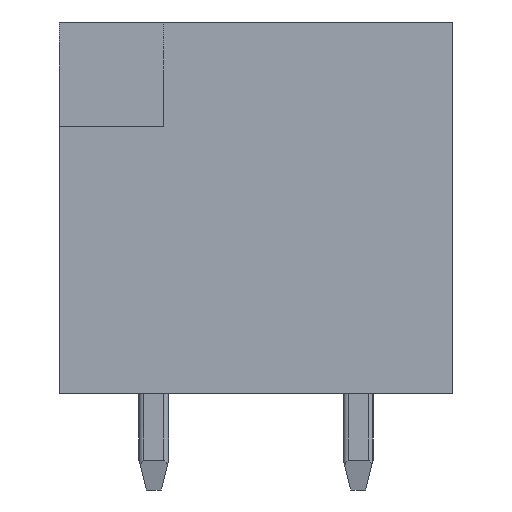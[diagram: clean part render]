
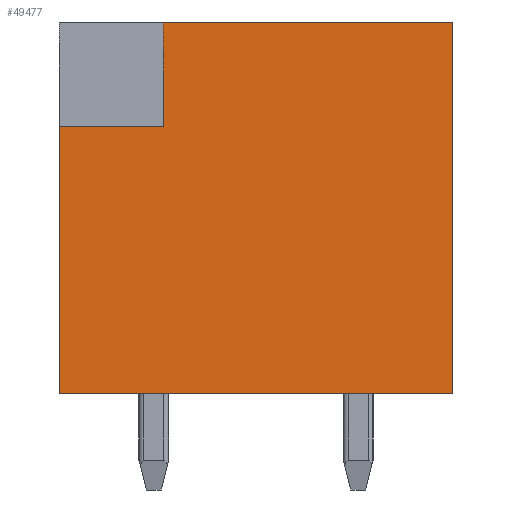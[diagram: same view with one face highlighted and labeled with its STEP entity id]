
A CAD part, left-side view. The second image highlights one B-rep face of the part: STEP entity #49477.
In plain terms, the highlighted planar face has unit normal (-1, 0, 0).
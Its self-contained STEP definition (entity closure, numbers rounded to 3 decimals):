
#9=DIRECTION('',(0.,1.,0.));
#10=VECTOR('',#9,10.6);
#11=CARTESIAN_POINT('',(-63.4,-5.3,-6.3));
#12=LINE('',#11,#10);
#2822=DIRECTION('',(0.,1.,0.));
#2823=VECTOR('',#2822,7.8);
#2824=CARTESIAN_POINT('',(-63.4,-5.3,3.7));
#2825=LINE('',#2824,#2823);
#19466=DIRECTION('',(0.,-1.,0.));
#19467=VECTOR('',#19466,2.8);
#19468=CARTESIAN_POINT('',(-63.4,5.3,0.9));
#19469=LINE('',#19468,#19467);
#19470=DIRECTION('',(0.,0.,-1.));
#19471=VECTOR('',#19470,2.8);
#19472=CARTESIAN_POINT('',(-63.4,2.5,3.7));
#19473=LINE('',#19472,#19471);
#19474=DIRECTION('',(0.,0.,-1.));
#19475=VECTOR('',#19474,10.);
#19476=CARTESIAN_POINT('',(-63.4,-5.3,3.7));
#19477=LINE('',#19476,#19475);
#19482=DIRECTION('',(0.,0.,-1.));
#19483=VECTOR('',#19482,7.2);
#19484=CARTESIAN_POINT('',(-63.4,5.3,0.9));
#19485=LINE('',#19484,#19483);
#24561=CARTESIAN_POINT('',(-63.4,-5.3,-6.3));
#24562=CARTESIAN_POINT('',(-63.4,5.3,-6.3));
#24563=VERTEX_POINT('',#24561);
#24564=VERTEX_POINT('',#24562);
#24565=CARTESIAN_POINT('',(-63.4,-5.3,3.7));
#24566=VERTEX_POINT('',#24565);
#24601=CARTESIAN_POINT('',(-63.4,2.5,0.9));
#24602=VERTEX_POINT('',#24601);
#24605=CARTESIAN_POINT('',(-63.4,5.3,0.9));
#24606=VERTEX_POINT('',#24605);
#24609=CARTESIAN_POINT('',(-63.4,2.5,3.7));
#24610=VERTEX_POINT('',#24609);
#49463=CARTESIAN_POINT('',(-63.4,-5.3,3.7));
#49464=DIRECTION('',(1.,0.,0.));
#49465=DIRECTION('',(0.,1.,0.));
#49466=AXIS2_PLACEMENT_3D('',#49463,#49464,#49465);
#49467=PLANE('',#49466);
#49468=ORIENTED_EDGE('',*,*,#49443,.T.);
#49469=ORIENTED_EDGE('',*,*,#49458,.F.);
#49470=ORIENTED_EDGE('',*,*,#26766,.F.);
#49471=ORIENTED_EDGE('',*,*,#24618,.T.);
#49472=ORIENTED_EDGE('',*,*,#24634,.T.);
#49474=ORIENTED_EDGE('',*,*,#49473,.F.);
#49475=EDGE_LOOP('',(#49468,#49469,#49470,#49471,#49472,#49474));
#49476=FACE_OUTER_BOUND('',#49475,.F.);
#49477=ADVANCED_FACE('',(#49476),#49467,.F.);
#24618=EDGE_CURVE('',#24566,#24563,#19477,.T.);
#24634=EDGE_CURVE('',#24563,#24564,#12,.T.);
#26766=EDGE_CURVE('',#24566,#24610,#2825,.T.);
#49443=EDGE_CURVE('',#24606,#24602,#19469,.T.);
#49458=EDGE_CURVE('',#24610,#24602,#19473,.T.);
#49473=EDGE_CURVE('',#24606,#24564,#19485,.T.);
